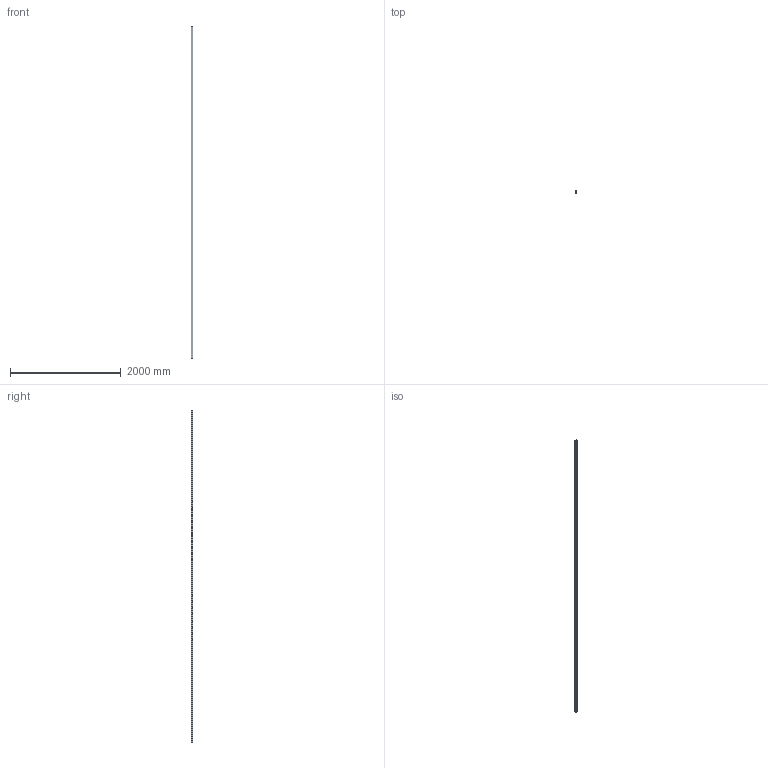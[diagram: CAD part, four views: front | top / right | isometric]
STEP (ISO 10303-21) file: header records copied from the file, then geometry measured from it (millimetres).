
FILE_DESCRIPTION (( 'STEP AP214' ), '1' );
FILE_NAME ('05305-Sliding Door Track Galvanised 6M 75kg Load.STEP', '2018-11-30T00:28:24', ( '' ), ( '' ), 'SwSTEP 2.0', 'SolidWorks 2018', '' );
FILE_SCHEMA (( 'AUTOMOTIVE_DESIGN' ));
Length unit declared in the file: millimetre
Products named in the file (2): 05305-Sliding Door Track Galvanised 6M 75kg Load
Bounding box: 30.5 x 26.44 x 6000 mm (x, y, z)
Volume: 823934 mm3; surface area: 1111947.4 mm2
Topology: 1 solids, 1 shells, 326 faces, 897 edges, 598 vertices
Faces by surface type: plane 160, bspline 114, cylinder 52
Entity records: 16930 total; most frequent: CARTESIAN_POINT 9177, ORIENTED_EDGE 1794, DIRECTION 1201, EDGE_CURVE 897, VERTEX_POINT 598, LINE 565, VECTOR 565, EDGE_LOOP 391
